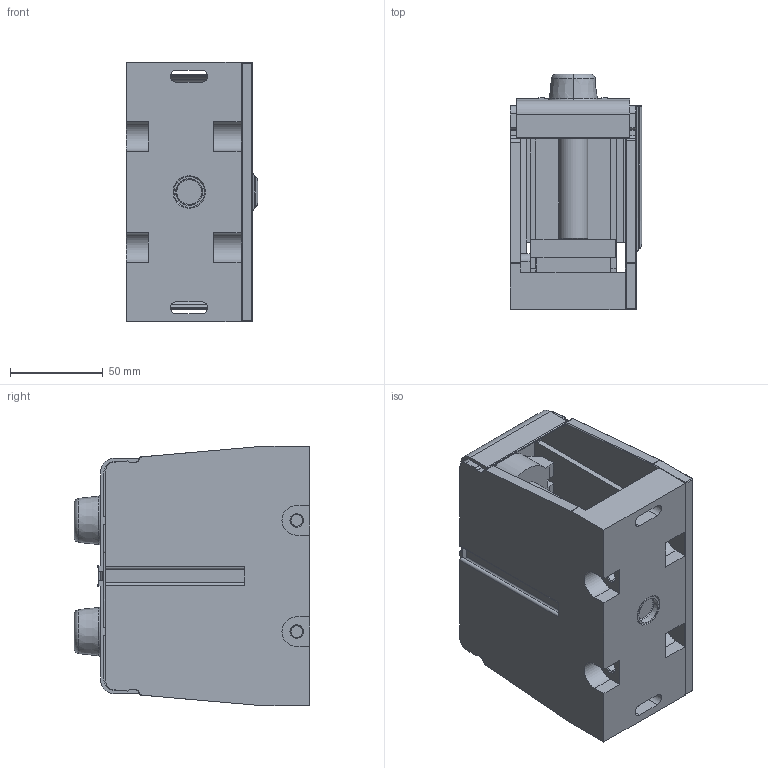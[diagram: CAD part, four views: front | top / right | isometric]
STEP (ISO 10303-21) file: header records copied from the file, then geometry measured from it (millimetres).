
FILE_DESCRIPTION((''),'2;1');
FILE_NAME('5YB574372_ASM','2024-01-30T',('dell'),(''),'PRO/ENGINEER BY PARAMETRIC TECHNOLOGY CORPORATION, 2013230','PRO/ENGINEER BY PARAMETRIC TECHNOLOGY CORPORATION, 2013230','');
FILE_SCHEMA(('AUTOMOTIVE_DESIGN { 1 0 10303 214 1 1 1 1 }'));
Length unit declared in the file: millimetre
Products named in the file (1): 5YB574372_ASM
Bounding box: 71 x 127 x 140 mm (x, y, z)
Volume: 546607 mm3; surface area: 170259.3 mm2
Topology: 1 solids, 3 shells, 712 faces, 2004 edges, 1279 vertices
Faces by surface type: plane 405, cylinder 193, torus 49, cone 42, bspline 19, sphere 4
Entity records: 28558 total; most frequent: CARTESIAN_POINT 5061, ORIENTED_EDGE 3978, DIRECTION 3830, EDGE_CURVE 1989, VECTOR 1356, LINE 1356, VERTEX_POINT 1279, AXIS2_PLACEMENT_3D 1237
